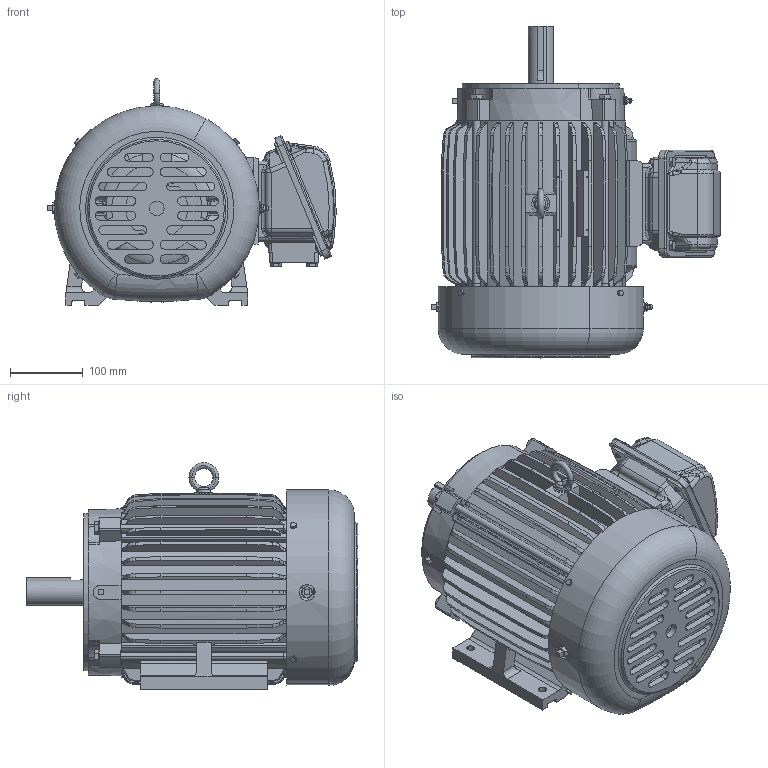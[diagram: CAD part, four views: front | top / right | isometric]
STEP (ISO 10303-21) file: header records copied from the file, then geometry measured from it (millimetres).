
FILE_DESCRIPTION(('CATIA V5 STEP Exchange'),'2;1');
FILE_NAME('31043A255-AEHH8B_CF 213TC.stp','2017-07-31T10:38:06+00:00',('none'),('none'),'Version 5-6 Release 2012','CATIA V5 STEP AP203','none');
FILE_SCHEMA(('CONFIG_CONTROL_DESIGN'));
Length unit declared in the file: millimetre
Products named in the file (1): 31043A255-AEHH8B_CF-213TC
Bounding box: 396.94 x 456.57 x 311.9 mm (x, y, z)
Volume: 5531928.1 mm3; surface area: 1509419.7 mm2
Topology: 5 solids, 11 shells, 2194 faces, 5878 edges, 3797 vertices
Faces by surface type: plane 750, cylinder 706, revolution 245, torus 216, cone 147, bspline 102, sphere 24, extrusion 4
Entity records: 77286 total; most frequent: CARTESIAN_POINT 28306, ORIENTED_EDGE 11688, DIRECTION 7057, EDGE_CURVE 5844, VERTEX_POINT 3797, AXIS2_PLACEMENT_3D 3368, EDGE_LOOP 2421, ADVANCED_FACE 2194
